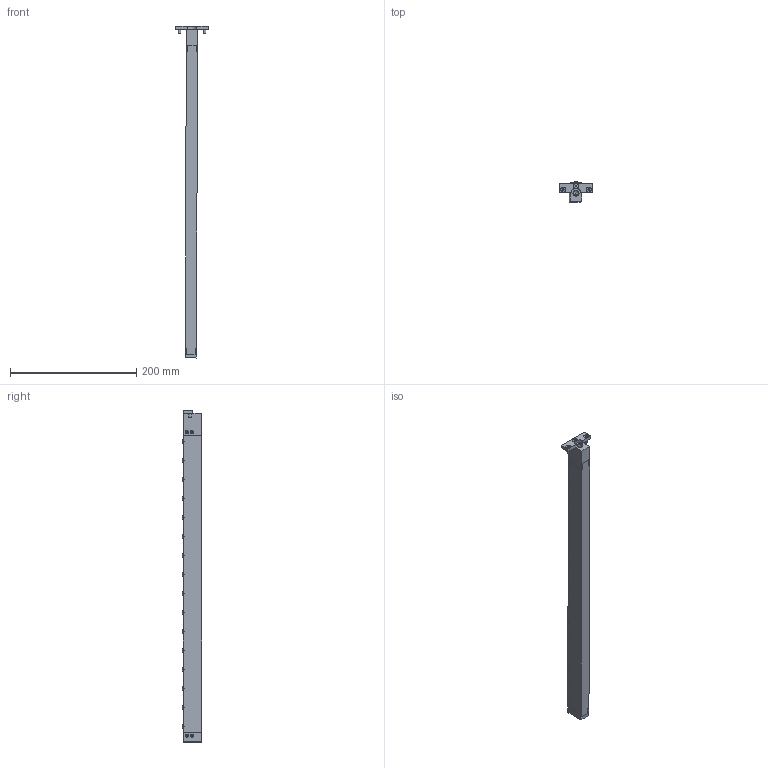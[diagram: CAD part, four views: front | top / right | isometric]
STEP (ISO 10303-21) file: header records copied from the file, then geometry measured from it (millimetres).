
FILE_DESCRIPTION(/* description */ ('DIE LIFTER'),/* implementation_level */ '2;1');
FILE_NAME(/* name */ 'EHB18-16.stp',/* time_stamp */ '2019-11-20T13:18:03+08:00',/* author */ ('yue.yang'),/* organization */ (''),/* preprocessor_version */ 'ST-DEVELOPER v17',/* originating_system */ 'Autodesk Inventor 2019',/* authorisation */ '');
FILE_SCHEMA (('AUTOMOTIVE_DESIGN { 1 0 10303 214 3 1 1 }'));
Length unit declared in the file: millimetre
Products named in the file (2): EHB18-16; EHB18-16_Substitute_1
Assembly tree (1 placements, depth 2):
  EHB18-16
    EHB18-16_Substitute_1
Bounding box: 52.02 x 31.56 x 525.13 mm (x, y, z)
Volume: 219166.8 mm3; surface area: 107688 mm2
Topology: 33 solids, 33 shells, 610 faces, 1897 edges, 1328 vertices
Faces by surface type: plane 228, cylinder 186, cone 96, torus 84, sphere 16
Full cylindrical faces by diameter (mm): 3 x2, 4 x2, 4.3 x2, 5 x25, 5.5 x1, 6.647 x2, 7.5 x1, 8 x3, 8.566 x1, 10 x3, 10.2 x16, 12.05 x16, 13.5 x16, 13.55 x16, 15.55 x16, 15.7 x16
Entity records: 24933 total; most frequent: CARTESIAN_POINT 6486, DIRECTION 3954, ORIENTED_EDGE 3688, EDGE_CURVE 1844, AXIS2_PLACEMENT_3D 1720, VERTEX_POINT 1328, CIRCLE 1107, EDGE_LOOP 770
